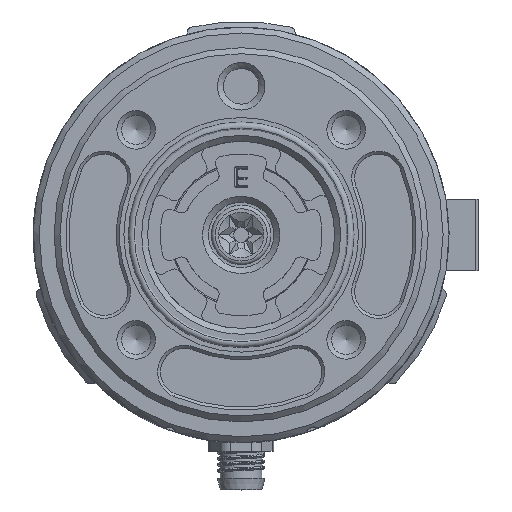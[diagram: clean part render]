
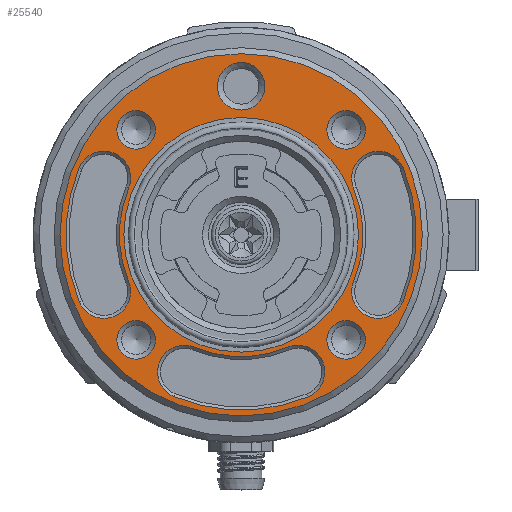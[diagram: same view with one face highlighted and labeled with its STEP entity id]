
A CAD part, top view. The second image highlights one B-rep face of the part: STEP entity #25540.
In plain terms, the highlighted planar face has unit normal (0, 0, 1).
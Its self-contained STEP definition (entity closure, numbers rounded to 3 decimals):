
#442=FACE_BOUND('',#4493,.T.);
#443=FACE_BOUND('',#4494,.T.);
#444=FACE_BOUND('',#4495,.T.);
#445=FACE_BOUND('',#4496,.T.);
#446=FACE_BOUND('',#4497,.T.);
#447=FACE_BOUND('',#4498,.T.);
#448=FACE_BOUND('',#4499,.T.);
#449=FACE_BOUND('',#4500,.T.);
#450=FACE_BOUND('',#4501,.T.);
#957=CIRCLE('',#27700,20.5);
#959=CIRCLE('',#27703,4.5);
#961=CIRCLE('',#27706,29.5);
#963=CIRCLE('',#27709,4.5);
#967=CIRCLE('',#27716,30.5);
#968=CIRCLE('',#27717,20.5);
#969=CIRCLE('',#27718,4.5);
#970=CIRCLE('',#27719,29.5);
#971=CIRCLE('',#27720,4.5);
#972=CIRCLE('',#27721,3.25);
#973=CIRCLE('',#27722,3.25);
#974=CIRCLE('',#27723,3.25);
#975=CIRCLE('',#27724,3.25);
#976=CIRCLE('',#27725,3.25);
#977=CIRCLE('',#27726,3.25);
#978=CIRCLE('',#27727,3.25);
#979=CIRCLE('',#27728,3.25);
#980=CIRCLE('',#27729,4.);
#981=CIRCLE('',#27730,4.);
#982=CIRCLE('',#27731,19.75);
#983=CIRCLE('',#27732,20.5);
#984=CIRCLE('',#27733,4.5);
#985=CIRCLE('',#27734,29.5);
#986=CIRCLE('',#27735,4.5);
#3001=FACE_OUTER_BOUND('',#4492,.T.);
#4492=EDGE_LOOP('',(#19040));
#4493=EDGE_LOOP('',(#19041,#19042,#19043,#19044));
#4494=EDGE_LOOP('',(#19045,#19046));
#4495=EDGE_LOOP('',(#19047,#19048));
#4496=EDGE_LOOP('',(#19049,#19050));
#4497=EDGE_LOOP('',(#19051,#19052));
#4498=EDGE_LOOP('',(#19053,#19054));
#4499=EDGE_LOOP('',(#19055));
#4500=EDGE_LOOP('',(#19056,#19057,#19058,#19059));
#4501=EDGE_LOOP('',(#19060,#19061,#19062,#19063));
#11016=VERTEX_POINT('',#40662);
#11017=VERTEX_POINT('',#40664);
#11020=VERTEX_POINT('',#40671);
#11022=VERTEX_POINT('',#40677);
#11026=VERTEX_POINT('',#40695);
#11027=VERTEX_POINT('',#40697);
#11028=VERTEX_POINT('',#40698);
#11029=VERTEX_POINT('',#40700);
#11030=VERTEX_POINT('',#40702);
#11031=VERTEX_POINT('',#40705);
#11032=VERTEX_POINT('',#40706);
#11033=VERTEX_POINT('',#40709);
#11034=VERTEX_POINT('',#40710);
#11035=VERTEX_POINT('',#40713);
#11036=VERTEX_POINT('',#40714);
#11037=VERTEX_POINT('',#40717);
#11038=VERTEX_POINT('',#40718);
#11039=VERTEX_POINT('',#40721);
#11040=VERTEX_POINT('',#40722);
#11041=VERTEX_POINT('',#40725);
#11042=VERTEX_POINT('',#40727);
#11043=VERTEX_POINT('',#40728);
#11044=VERTEX_POINT('',#40730);
#11045=VERTEX_POINT('',#40732);
#13980=EDGE_CURVE('',#11016,#11017,#957,.T.);
#13984=EDGE_CURVE('',#11020,#11016,#959,.T.);
#13987=EDGE_CURVE('',#11022,#11020,#961,.T.);
#13989=EDGE_CURVE('',#11017,#11022,#963,.T.);
#13996=EDGE_CURVE('',#11026,#11026,#967,.T.);
#13997=EDGE_CURVE('',#11027,#11028,#968,.T.);
#13998=EDGE_CURVE('',#11029,#11027,#969,.T.);
#13999=EDGE_CURVE('',#11030,#11029,#970,.T.);
#14000=EDGE_CURVE('',#11028,#11030,#971,.T.);
#14001=EDGE_CURVE('',#11031,#11032,#972,.T.);
#14002=EDGE_CURVE('',#11032,#11031,#973,.T.);
#14003=EDGE_CURVE('',#11033,#11034,#974,.T.);
#14004=EDGE_CURVE('',#11034,#11033,#975,.T.);
#14005=EDGE_CURVE('',#11035,#11036,#976,.T.);
#14006=EDGE_CURVE('',#11036,#11035,#977,.T.);
#14007=EDGE_CURVE('',#11037,#11038,#978,.T.);
#14008=EDGE_CURVE('',#11038,#11037,#979,.T.);
#14009=EDGE_CURVE('',#11039,#11040,#980,.T.);
#14010=EDGE_CURVE('',#11040,#11039,#981,.T.);
#14011=EDGE_CURVE('',#11041,#11041,#982,.T.);
#14012=EDGE_CURVE('',#11042,#11043,#983,.T.);
#14013=EDGE_CURVE('',#11044,#11042,#984,.T.);
#14014=EDGE_CURVE('',#11045,#11044,#985,.T.);
#14015=EDGE_CURVE('',#11043,#11045,#986,.T.);
#19040=ORIENTED_EDGE('',*,*,#13996,.F.);
#19041=ORIENTED_EDGE('',*,*,#13997,.F.);
#19042=ORIENTED_EDGE('',*,*,#13998,.F.);
#19043=ORIENTED_EDGE('',*,*,#13999,.F.);
#19044=ORIENTED_EDGE('',*,*,#14000,.F.);
#19045=ORIENTED_EDGE('',*,*,#14001,.T.);
#19046=ORIENTED_EDGE('',*,*,#14002,.T.);
#19047=ORIENTED_EDGE('',*,*,#14003,.T.);
#19048=ORIENTED_EDGE('',*,*,#14004,.T.);
#19049=ORIENTED_EDGE('',*,*,#14005,.T.);
#19050=ORIENTED_EDGE('',*,*,#14006,.T.);
#19051=ORIENTED_EDGE('',*,*,#14007,.T.);
#19052=ORIENTED_EDGE('',*,*,#14008,.T.);
#19053=ORIENTED_EDGE('',*,*,#14009,.T.);
#19054=ORIENTED_EDGE('',*,*,#14010,.T.);
#19055=ORIENTED_EDGE('',*,*,#14011,.T.);
#19056=ORIENTED_EDGE('',*,*,#14012,.F.);
#19057=ORIENTED_EDGE('',*,*,#14013,.F.);
#19058=ORIENTED_EDGE('',*,*,#14014,.F.);
#19059=ORIENTED_EDGE('',*,*,#14015,.F.);
#19060=ORIENTED_EDGE('',*,*,#13980,.F.);
#19061=ORIENTED_EDGE('',*,*,#13984,.F.);
#19062=ORIENTED_EDGE('',*,*,#13987,.F.);
#19063=ORIENTED_EDGE('',*,*,#13989,.F.);
#24551=PLANE('',#27715);
#25540=ADVANCED_FACE('',(#3001,#442,#443,#444,#445,#446,#447,#448,#449,
#450),#24551,.T.);
#27700=AXIS2_PLACEMENT_3D('',#40665,#31547,#31548);
#27703=AXIS2_PLACEMENT_3D('',#40673,#31555,#31556);
#27706=AXIS2_PLACEMENT_3D('',#40679,#31562,#31563);
#27709=AXIS2_PLACEMENT_3D('',#40682,#31568,#31569);
#27715=AXIS2_PLACEMENT_3D('',#40694,#31583,#31584);
#27716=AXIS2_PLACEMENT_3D('',#40696,#31585,#31586);
#27717=AXIS2_PLACEMENT_3D('',#40699,#31587,#31588);
#27718=AXIS2_PLACEMENT_3D('',#40701,#31589,#31590);
#27719=AXIS2_PLACEMENT_3D('',#40703,#31591,#31592);
#27720=AXIS2_PLACEMENT_3D('',#40704,#31593,#31594);
#27721=AXIS2_PLACEMENT_3D('',#40707,#31595,#31596);
#27722=AXIS2_PLACEMENT_3D('',#40708,#31597,#31598);
#27723=AXIS2_PLACEMENT_3D('',#40711,#31599,#31600);
#27724=AXIS2_PLACEMENT_3D('',#40712,#31601,#31602);
#27725=AXIS2_PLACEMENT_3D('',#40715,#31603,#31604);
#27726=AXIS2_PLACEMENT_3D('',#40716,#31605,#31606);
#27727=AXIS2_PLACEMENT_3D('',#40719,#31607,#31608);
#27728=AXIS2_PLACEMENT_3D('',#40720,#31609,#31610);
#27729=AXIS2_PLACEMENT_3D('',#40723,#31611,#31612);
#27730=AXIS2_PLACEMENT_3D('',#40724,#31613,#31614);
#27731=AXIS2_PLACEMENT_3D('',#40726,#31615,#31616);
#27732=AXIS2_PLACEMENT_3D('',#40729,#31617,#31618);
#27733=AXIS2_PLACEMENT_3D('',#40731,#31619,#31620);
#27734=AXIS2_PLACEMENT_3D('',#40733,#31621,#31622);
#27735=AXIS2_PLACEMENT_3D('',#40734,#31623,#31624);
#31547=DIRECTION('center_axis',(0.,0.,-1.));
#31548=DIRECTION('ref_axis',(-0.924,0.383,0.));
#31555=DIRECTION('center_axis',(0.,0.,1.));
#31556=DIRECTION('ref_axis',(-0.924,-0.383,0.));
#31562=DIRECTION('center_axis',(0.,0.,1.));
#31563=DIRECTION('ref_axis',(-0.924,0.383,0.));
#31568=DIRECTION('center_axis',(0.,0.,1.));
#31569=DIRECTION('ref_axis',(0.924,-0.383,0.));
#31583=DIRECTION('center_axis',(0.,0.,1.));
#31584=DIRECTION('ref_axis',(1.,0.,0.));
#31585=DIRECTION('center_axis',(0.,0.,-1.));
#31586=DIRECTION('ref_axis',(-1.,0.,0.));
#31587=DIRECTION('center_axis',(0.,0.,-1.));
#31588=DIRECTION('ref_axis',(0.924,-0.383,0.));
#31589=DIRECTION('center_axis',(0.,0.,1.));
#31590=DIRECTION('ref_axis',(0.924,0.383,0.));
#31591=DIRECTION('center_axis',(0.,0.,1.));
#31592=DIRECTION('ref_axis',(0.924,-0.383,0.));
#31593=DIRECTION('center_axis',(0.,0.,1.));
#31594=DIRECTION('ref_axis',(-0.924,0.383,0.));
#31595=DIRECTION('center_axis',(0.,0.,-1.));
#31596=DIRECTION('ref_axis',(1.,0.,0.));
#31597=DIRECTION('center_axis',(0.,0.,-1.));
#31598=DIRECTION('ref_axis',(1.,0.,0.));
#31599=DIRECTION('center_axis',(0.,0.,-1.));
#31600=DIRECTION('ref_axis',(1.,0.,0.));
#31601=DIRECTION('center_axis',(0.,0.,-1.));
#31602=DIRECTION('ref_axis',(1.,0.,0.));
#31603=DIRECTION('center_axis',(0.,0.,-1.));
#31604=DIRECTION('ref_axis',(1.,0.,0.));
#31605=DIRECTION('center_axis',(0.,0.,-1.));
#31606=DIRECTION('ref_axis',(1.,0.,0.));
#31607=DIRECTION('center_axis',(0.,0.,-1.));
#31608=DIRECTION('ref_axis',(1.,0.,0.));
#31609=DIRECTION('center_axis',(0.,0.,-1.));
#31610=DIRECTION('ref_axis',(1.,0.,0.));
#31611=DIRECTION('center_axis',(0.,0.,-1.));
#31612=DIRECTION('ref_axis',(1.,0.,0.));
#31613=DIRECTION('center_axis',(0.,0.,-1.));
#31614=DIRECTION('ref_axis',(1.,0.,0.));
#31615=DIRECTION('center_axis',(0.,0.,-1.));
#31616=DIRECTION('ref_axis',(-1.,0.,0.));
#31617=DIRECTION('center_axis',(0.,0.,-1.));
#31618=DIRECTION('ref_axis',(-0.383,-0.924,0.));
#31619=DIRECTION('center_axis',(0.,0.,1.));
#31620=DIRECTION('ref_axis',(0.383,-0.924,0.));
#31621=DIRECTION('center_axis',(0.,0.,1.));
#31622=DIRECTION('ref_axis',(-0.383,-0.924,0.));
#31623=DIRECTION('center_axis',(0.,0.,1.));
#31624=DIRECTION('ref_axis',(0.383,0.924,0.));
#40662=CARTESIAN_POINT('',(-18.94,-7.845,10.));
#40664=CARTESIAN_POINT('',(-18.94,7.845,10.));
#40665=CARTESIAN_POINT('Origin',(0.,0.,10.));
#40671=CARTESIAN_POINT('',(-27.254,-11.289,10.));
#40673=CARTESIAN_POINT('Origin',(-23.097,-9.567,10.));
#40677=CARTESIAN_POINT('',(-27.254,11.289,10.));
#40679=CARTESIAN_POINT('Origin',(0.,0.,10.));
#40682=CARTESIAN_POINT('Origin',(-23.097,9.567,10.));
#40694=CARTESIAN_POINT('Origin',(0.,0.,10.));
#40695=CARTESIAN_POINT('',(30.5,0.,10.));
#40696=CARTESIAN_POINT('Origin',(0.,0.,10.));
#40697=CARTESIAN_POINT('',(18.94,7.845,10.));
#40698=CARTESIAN_POINT('',(18.94,-7.845,10.));
#40699=CARTESIAN_POINT('Origin',(0.,0.,10.));
#40700=CARTESIAN_POINT('',(27.254,11.289,10.));
#40701=CARTESIAN_POINT('Origin',(23.097,9.567,10.));
#40702=CARTESIAN_POINT('',(27.254,-11.289,10.));
#40703=CARTESIAN_POINT('Origin',(0.,0.,10.));
#40704=CARTESIAN_POINT('Origin',(23.097,-9.567,10.));
#40705=CARTESIAN_POINT('',(20.928,-17.678,10.));
#40706=CARTESIAN_POINT('',(14.428,-17.678,10.));
#40707=CARTESIAN_POINT('Origin',(17.678,-17.678,10.));
#40708=CARTESIAN_POINT('Origin',(17.678,-17.678,10.));
#40709=CARTESIAN_POINT('',(-14.428,-17.678,10.));
#40710=CARTESIAN_POINT('',(-20.928,-17.678,10.));
#40711=CARTESIAN_POINT('Origin',(-17.678,-17.678,10.));
#40712=CARTESIAN_POINT('Origin',(-17.678,-17.678,10.));
#40713=CARTESIAN_POINT('',(-14.428,17.678,10.));
#40714=CARTESIAN_POINT('',(-20.928,17.678,10.));
#40715=CARTESIAN_POINT('Origin',(-17.678,17.678,10.));
#40716=CARTESIAN_POINT('Origin',(-17.678,17.678,10.));
#40717=CARTESIAN_POINT('',(20.928,17.678,10.));
#40718=CARTESIAN_POINT('',(14.428,17.678,10.));
#40719=CARTESIAN_POINT('Origin',(17.678,17.678,10.));
#40720=CARTESIAN_POINT('Origin',(17.678,17.678,10.));
#40721=CARTESIAN_POINT('',(4.,25.,10.));
#40722=CARTESIAN_POINT('',(-4.,25.,10.));
#40723=CARTESIAN_POINT('Origin',(0.,25.,10.));
#40724=CARTESIAN_POINT('Origin',(0.,25.,10.));
#40725=CARTESIAN_POINT('',(19.75,0.,10.));
#40726=CARTESIAN_POINT('Origin',(0.,0.,10.));
#40727=CARTESIAN_POINT('',(7.845,-18.94,10.));
#40728=CARTESIAN_POINT('',(-7.845,-18.94,10.));
#40729=CARTESIAN_POINT('Origin',(0.,0.,10.));
#40730=CARTESIAN_POINT('',(11.289,-27.254,10.));
#40731=CARTESIAN_POINT('Origin',(9.567,-23.097,10.));
#40732=CARTESIAN_POINT('',(-11.289,-27.254,10.));
#40733=CARTESIAN_POINT('Origin',(0.,0.,10.));
#40734=CARTESIAN_POINT('Origin',(-9.567,-23.097,10.));
